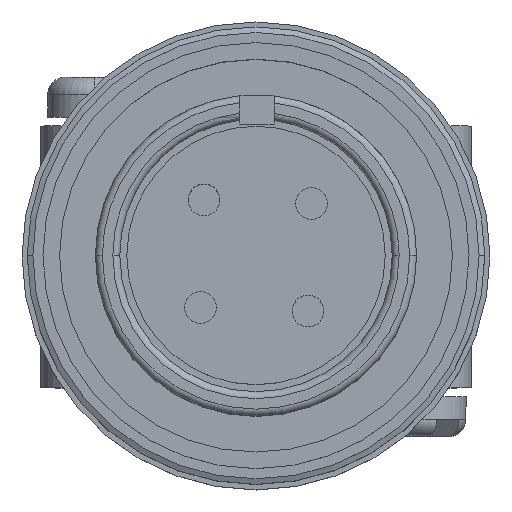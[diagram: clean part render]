
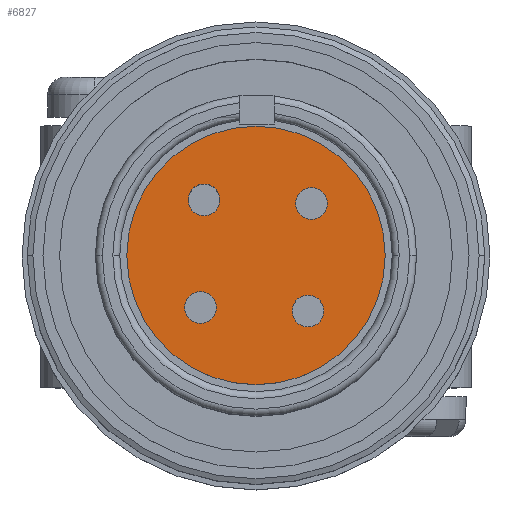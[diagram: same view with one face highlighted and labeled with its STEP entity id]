
A CAD part, top view. The second image highlights one B-rep face of the part: STEP entity #6827.
In plain terms, the highlighted planar face has unit normal (0, 0, 1).
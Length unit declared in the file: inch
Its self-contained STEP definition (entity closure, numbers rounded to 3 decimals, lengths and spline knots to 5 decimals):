
#339 = DIRECTION ( 'NONE',  ( 1., 0., 0. ) ) ;
#344 = CARTESIAN_POINT ( 'NONE',  ( -0.37, 0., 4.41815 ) ) ;
#348 = PLANE ( 'NONE',  #2835 ) ;
#364 = DIRECTION ( 'NONE',  ( 0., 0., 1. ) ) ;
#1049 = EDGE_LOOP ( 'NONE', ( #8851, #8850 ) ) ;
#1054 = EDGE_LOOP ( 'NONE', ( #8857, #8856 ) ) ;
#1063 = EDGE_LOOP ( 'NONE', ( #8853, #8852 ) ) ;
#1066 = EDGE_LOOP ( 'NONE', ( #8859, #8858 ) ) ;
#1069 = EDGE_LOOP ( 'NONE', ( #8855, #8854 ) ) ;
#1237 = CARTESIAN_POINT ( 'NONE',  ( 0.14892, -0.15905, 4.41815 ) ) ;
#1238 = DIRECTION ( 'NONE',  ( 0., 0., 1. ) ) ;
#1239 = DIRECTION ( 'NONE',  ( 1., 0., 0. ) ) ;
#1492 = CARTESIAN_POINT ( 'NONE',  ( 0., 0., 4.41815 ) ) ;
#1493 = DIRECTION ( 'NONE',  ( 0., 0., -1. ) ) ;
#1494 = DIRECTION ( 'NONE',  ( -1., 0., 0. ) ) ;
#1498 = CARTESIAN_POINT ( 'NONE',  ( -0.14892, 0.15905, 4.41815 ) ) ;
#1499 = DIRECTION ( 'NONE',  ( 0., 0., 1. ) ) ;
#1500 = DIRECTION ( 'NONE',  ( 1., 0., 0. ) ) ;
#1501 = CARTESIAN_POINT ( 'NONE',  ( 0.15905, 0.14892, 4.41815 ) ) ;
#1502 = DIRECTION ( 'NONE',  ( 0., 0., 1. ) ) ;
#1503 = DIRECTION ( 'NONE',  ( 1., 0., 0. ) ) ;
#1510 = CARTESIAN_POINT ( 'NONE',  ( -0.15905, -0.14892, 4.41815 ) ) ;
#1511 = DIRECTION ( 'NONE',  ( 0., 0., 1. ) ) ;
#1512 = DIRECTION ( 'NONE',  ( 1., 0., 0. ) ) ;
#1788 = FACE_OUTER_BOUND ( 'NONE', #1049, .T. ) ;
#1827 = VERTEX_POINT ( 'NONE', #8626 ) ;
#1846 = VERTEX_POINT ( 'NONE', #8605 ) ;
#1854 = VERTEX_POINT ( 'NONE', #8597 ) ;
#1878 = VERTEX_POINT ( 'NONE', #8573 ) ;
#1883 = VERTEX_POINT ( 'NONE', #8568 ) ;
#1915 = VERTEX_POINT ( 'NONE', #8536 ) ;
#1929 = VERTEX_POINT ( 'NONE', #8522 ) ;
#1934 = VERTEX_POINT ( 'NONE', #8517 ) ;
#1992 = VERTEX_POINT ( 'NONE', #8459 ) ;
#1993 = VERTEX_POINT ( 'NONE', #8458 ) ;
#2835 = AXIS2_PLACEMENT_3D ( 'NONE', #344, #364, #339 ) ;
#3109 = AXIS2_PLACEMENT_3D ( 'NONE', #5923, #5924, #5925 ) ;
#3110 = AXIS2_PLACEMENT_3D ( 'NONE', #5926, #5927, #5928 ) ;
#3111 = AXIS2_PLACEMENT_3D ( 'NONE', #5929, #5930, #5931 ) ;
#3112 = AXIS2_PLACEMENT_3D ( 'NONE', #5932, #5933, #5934 ) ;
#3113 = AXIS2_PLACEMENT_3D ( 'NONE', #5935, #5936, #5937 ) ;
#3143 = AXIS2_PLACEMENT_3D ( 'NONE', #1237, #1238, #1239 ) ;
#3188 = AXIS2_PLACEMENT_3D ( 'NONE', #1492, #1493, #1494 ) ;
#3189 = AXIS2_PLACEMENT_3D ( 'NONE', #1498, #1499, #1500 ) ;
#3190 = AXIS2_PLACEMENT_3D ( 'NONE', #1501, #1502, #1503 ) ;
#3192 = AXIS2_PLACEMENT_3D ( 'NONE', #1510, #1511, #1512 ) ;
#3693 = CIRCLE ( 'NONE', #3192, 0.04558 ) ;
#3700 = CIRCLE ( 'NONE', #3190, 0.04558 ) ;
#3703 = CIRCLE ( 'NONE', #3189, 0.04558 ) ;
#3706 = CIRCLE ( 'NONE', #3188, 0.37 ) ;
#3859 = CIRCLE ( 'NONE', #3143, 0.04558 ) ;
#3989 = CIRCLE ( 'NONE', #3113, 0.04558 ) ;
#3990 = CIRCLE ( 'NONE', #3112, 0.04558 ) ;
#3991 = CIRCLE ( 'NONE', #3111, 0.04558 ) ;
#3992 = CIRCLE ( 'NONE', #3110, 0.04558 ) ;
#3994 = CIRCLE ( 'NONE', #3109, 0.37 ) ;
#5227 = FACE_BOUND ( 'NONE', #1066, .T. ) ;
#5230 = FACE_BOUND ( 'NONE', #1069, .T. ) ;
#5234 = FACE_BOUND ( 'NONE', #1063, .T. ) ;
#5923 = CARTESIAN_POINT ( 'NONE',  ( 0., 0., 4.41815 ) ) ;
#5924 = DIRECTION ( 'NONE',  ( 0., 0., -1. ) ) ;
#5925 = DIRECTION ( 'NONE',  ( -1., 0., 0. ) ) ;
#5926 = CARTESIAN_POINT ( 'NONE',  ( -0.15905, -0.14892, 4.41815 ) ) ;
#5927 = DIRECTION ( 'NONE',  ( 0., 0., 1. ) ) ;
#5928 = DIRECTION ( 'NONE',  ( 1., 0., 0. ) ) ;
#5929 = CARTESIAN_POINT ( 'NONE',  ( 0.14892, -0.15905, 4.41815 ) ) ;
#5930 = DIRECTION ( 'NONE',  ( 0., 0., 1. ) ) ;
#5931 = DIRECTION ( 'NONE',  ( 1., 0., 0. ) ) ;
#5932 = CARTESIAN_POINT ( 'NONE',  ( 0.15905, 0.14892, 4.41815 ) ) ;
#5933 = DIRECTION ( 'NONE',  ( 0., 0., 1. ) ) ;
#5934 = DIRECTION ( 'NONE',  ( 1., 0., 0. ) ) ;
#5935 = CARTESIAN_POINT ( 'NONE',  ( -0.14892, 0.15905, 4.41815 ) ) ;
#5936 = DIRECTION ( 'NONE',  ( 0., 0., 1. ) ) ;
#5937 = DIRECTION ( 'NONE',  ( 1., 0., 0. ) ) ;
#6474 = FACE_BOUND ( 'NONE', #1054, .T. ) ;
#6827 = ADVANCED_FACE ( 'NONE', ( #5227, #6474, #5230, #5234, #1788 ), #348, .T. ) ;
#7330 = EDGE_CURVE ( 'NONE', #1854, #1915, #3994, .T. ) ;
#7331 = EDGE_CURVE ( 'NONE', #1992, #1846, #3992, .T. ) ;
#7332 = EDGE_CURVE ( 'NONE', #1929, #1993, #3991, .T. ) ;
#7333 = EDGE_CURVE ( 'NONE', #1878, #1827, #3990, .T. ) ;
#7334 = EDGE_CURVE ( 'NONE', #1883, #1934, #3989, .T. ) ;
#7414 = EDGE_CURVE ( 'NONE', #1993, #1929, #3859, .T. ) ;
#7515 = EDGE_CURVE ( 'NONE', #1915, #1854, #3706, .T. ) ;
#7517 = EDGE_CURVE ( 'NONE', #1934, #1883, #3703, .T. ) ;
#7519 = EDGE_CURVE ( 'NONE', #1827, #1878, #3700, .T. ) ;
#7523 = EDGE_CURVE ( 'NONE', #1846, #1992, #3693, .T. ) ;
#8458 = CARTESIAN_POINT ( 'NONE',  ( 0.10334, -0.15905, 4.41815 ) ) ;
#8459 = CARTESIAN_POINT ( 'NONE',  ( -0.11347, -0.14892, 4.41815 ) ) ;
#8517 = CARTESIAN_POINT ( 'NONE',  ( -0.1945, 0.15905, 4.41815 ) ) ;
#8522 = CARTESIAN_POINT ( 'NONE',  ( 0.1945, -0.15905, 4.41815 ) ) ;
#8536 = CARTESIAN_POINT ( 'NONE',  ( -0.37, 0., 4.41815 ) ) ;
#8568 = CARTESIAN_POINT ( 'NONE',  ( -0.10334, 0.15905, 4.41815 ) ) ;
#8573 = CARTESIAN_POINT ( 'NONE',  ( 0.20463, 0.14892, 4.41815 ) ) ;
#8597 = CARTESIAN_POINT ( 'NONE',  ( 0.37, 0., 4.41815 ) ) ;
#8605 = CARTESIAN_POINT ( 'NONE',  ( -0.20463, -0.14892, 4.41815 ) ) ;
#8626 = CARTESIAN_POINT ( 'NONE',  ( 0.11347, 0.14892, 4.41815 ) ) ;
#8850 = ORIENTED_EDGE ( 'NONE', *, *, #7330, .F. ) ;
#8851 = ORIENTED_EDGE ( 'NONE', *, *, #7515, .F. ) ;
#8852 = ORIENTED_EDGE ( 'NONE', *, *, #7517, .F. ) ;
#8853 = ORIENTED_EDGE ( 'NONE', *, *, #7334, .F. ) ;
#8854 = ORIENTED_EDGE ( 'NONE', *, *, #7519, .F. ) ;
#8855 = ORIENTED_EDGE ( 'NONE', *, *, #7333, .F. ) ;
#8856 = ORIENTED_EDGE ( 'NONE', *, *, #7414, .F. ) ;
#8857 = ORIENTED_EDGE ( 'NONE', *, *, #7332, .F. ) ;
#8858 = ORIENTED_EDGE ( 'NONE', *, *, #7523, .F. ) ;
#8859 = ORIENTED_EDGE ( 'NONE', *, *, #7331, .F. ) ;
